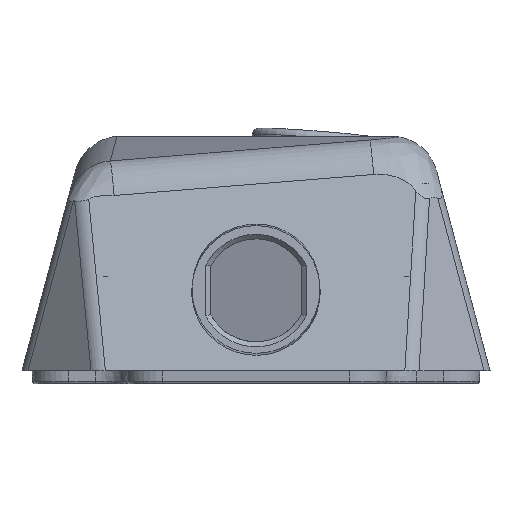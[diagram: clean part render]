
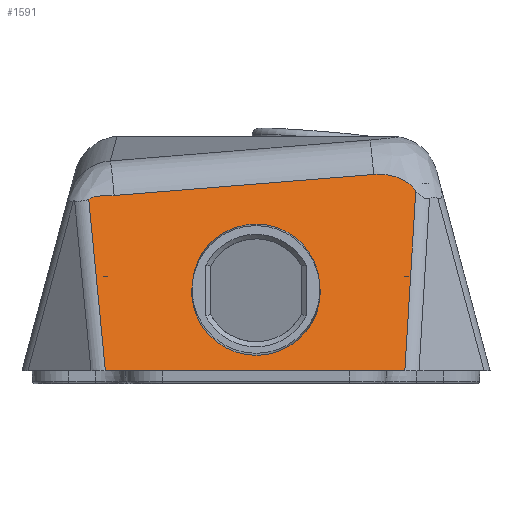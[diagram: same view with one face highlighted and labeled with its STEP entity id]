
A CAD part, front view. The second image highlights one B-rep face of the part: STEP entity #1591.
In plain terms, the highlighted planar face has unit normal (0, -0.966, 0.259).
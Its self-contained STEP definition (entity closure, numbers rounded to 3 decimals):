
#1591=ADVANCED_FACE('0:114',(#3270,#3271),#3272,.F.);
#3270=FACE_OUTER_BOUND('',#8607,.T.);
#3271=FACE_BOUND('',#8608,.T.);
#3272=PLANE('',#8609);
#8607=EDGE_LOOP('',(#13671,#13672,#13673,#13674,#13675,#13676));
#8608=EDGE_LOOP('',(#13677,#13678,#13679,#13680));
#8609=AXIS2_PLACEMENT_3D('',#13681,#13682,#13683);
#13671=ORIENTED_EDGE('',*,*,#15476,.T.);
#13672=ORIENTED_EDGE('',*,*,#15473,.F.);
#13673=ORIENTED_EDGE('',*,*,#15470,.F.);
#13674=ORIENTED_EDGE('',*,*,#15467,.F.);
#13675=ORIENTED_EDGE('',*,*,#15464,.T.);
#13676=ORIENTED_EDGE('',*,*,#15462,.F.);
#13677=ORIENTED_EDGE('',*,*,#15755,.T.);
#13678=ORIENTED_EDGE('',*,*,#13929,.T.);
#13679=ORIENTED_EDGE('',*,*,#13924,.T.);
#13680=ORIENTED_EDGE('',*,*,#15756,.T.);
#13681=CARTESIAN_POINT('',(100.0,-69.645,0.));
#13682=DIRECTION('',(0.,0.966,-0.259));
#13683=DIRECTION('',(-1.0,0.0,0.));
#13924=EDGE_CURVE('0:1683',#15840,#15837,#15841,.T.);
#13929=EDGE_CURVE('',#15845,#15840,#15848,.T.);
#15462=EDGE_CURVE('0:1767',#18217,#18215,#18219,.T.);
#15464=EDGE_CURVE('0:1764',#18221,#18215,#18222,.T.);
#15467=EDGE_CURVE('0:1761',#18221,#18225,#18226,.T.);
#15470=EDGE_CURVE('0:1758',#18225,#18229,#18230,.T.);
#15473=EDGE_CURVE('0:1755',#18229,#18233,#18234,.T.);
#15476=EDGE_CURVE('0:1752',#18217,#18233,#18237,.T.);
#15755=EDGE_CURVE('0:1686',#18529,#15845,#18530,.T.);
#15756=EDGE_CURVE('',#15837,#18529,#18531,.T.);
#15837=VERTEX_POINT('',#18629);
#15840=VERTEX_POINT('',#18633);
#15841=ELLIPSE('',#18634,9.835,9.613);
#15845=VERTEX_POINT('',#18638);
#15848=ELLIPSE('',#18642,9.745,9.526);
#18215=VERTEX_POINT('',#23488);
#18217=VERTEX_POINT('',#23502);
#18219=LINE('',#23504,#23505);
#18221=VERTEX_POINT('',#23507);
#18222=B_SPLINE_CURVE_WITH_KNOTS('',3,(#23508,#23509,#23510,#23511,#23512,#23513,#23514,#23515,#23516,#23517,#23518,#23519,#23520,#23521,#23522,#23523,#23524,#23525,#23526),.UNSPECIFIED.,.F.,.F.,(4,3,3,3,3,3,4),(0.0,0.014,0.054,0.13,0.21,0.433,0.623),.UNSPECIFIED.);
#18225=VERTEX_POINT('',#23534);
#18226=LINE('',#23535,#23536);
#18229=VERTEX_POINT('',#23544);
#18230=B_SPLINE_CURVE_WITH_KNOTS('',9,(#23545,#23546,#23547,#23548,#23549,#23550,#23551,#23552,#23553,#23554),.UNSPECIFIED.,.F.,.F.,(10,10),(0.0,0.654),.UNSPECIFIED.);
#18233=VERTEX_POINT('',#23569);
#18234=LINE('',#23570,#23571);
#18237=LINE('',#23574,#23575);
#18529=VERTEX_POINT('',#24010);
#18530=ELLIPSE('',#24011,9.745,9.526);
#18531=ELLIPSE('',#24012,9.835,9.613);
#18629=CARTESIAN_POINT('',(0.,-66.888,10.288));
#18633=CARTESIAN_POINT('',(9.491,-63.939,21.295));
#18634=AXIS2_PLACEMENT_3D('',#24209,#24210,#24211);
#18638=CARTESIAN_POINT('',(0.,-61.631,29.91));
#18642=AXIS2_PLACEMENT_3D('',#24219,#24220,#24221);
#23488=CARTESIAN_POINT('',(-25.019,-60.627,33.654));
#23502=CARTESIAN_POINT('',(-22.535,-67.501,8.0));
#23504=CARTESIAN_POINT('',(-21.771,-69.615,0.111));
#23505=VECTOR('',#25862,0.001);
#23507=CARTESIAN_POINT('',(-21.222,-60.484,34.19));
#23508=CARTESIAN_POINT('',(-21.222,-60.485,34.187));
#23509=CARTESIAN_POINT('',(-21.252,-60.48,34.205));
#23510=CARTESIAN_POINT('',(-21.281,-60.479,34.209));
#23511=CARTESIAN_POINT('',(-21.31,-60.478,34.211));
#23512=CARTESIAN_POINT('',(-21.394,-60.476,34.219));
#23513=CARTESIAN_POINT('',(-21.477,-60.48,34.205));
#23514=CARTESIAN_POINT('',(-21.56,-60.483,34.194));
#23515=CARTESIAN_POINT('',(-21.716,-60.488,34.175));
#23516=CARTESIAN_POINT('',(-21.873,-60.491,34.165));
#23517=CARTESIAN_POINT('',(-22.03,-60.492,34.161));
#23518=CARTESIAN_POINT('',(-22.197,-60.493,34.157));
#23519=CARTESIAN_POINT('',(-22.364,-60.493,34.157));
#23520=CARTESIAN_POINT('',(-22.531,-60.493,34.155));
#23521=CARTESIAN_POINT('',(-22.995,-60.495,34.15));
#23522=CARTESIAN_POINT('',(-23.461,-60.499,34.134));
#23523=CARTESIAN_POINT('',(-23.916,-60.522,34.048));
#23524=CARTESIAN_POINT('',(-24.303,-60.541,33.976));
#23525=CARTESIAN_POINT('',(-24.683,-60.574,33.852));
#23526=CARTESIAN_POINT('',(-25.019,-60.627,33.654));
#23534=CARTESIAN_POINT('',(17.601,-59.643,37.328));
#23535=CARTESIAN_POINT('',(-26.325,-60.594,33.778));
#23536=VECTOR('',#25863,0.001);
#23544=CARTESIAN_POINT('',(23.9,-60.294,34.899));
#23545=CARTESIAN_POINT('',(17.601,-59.643,37.328));
#23546=CARTESIAN_POINT('',(18.387,-59.626,37.391));
#23547=CARTESIAN_POINT('',(19.179,-59.626,37.39));
#23548=CARTESIAN_POINT('',(19.971,-59.647,37.312));
#23549=CARTESIAN_POINT('',(20.753,-59.691,37.148));
#23550=CARTESIAN_POINT('',(21.511,-59.761,36.887));
#23551=CARTESIAN_POINT('',(22.227,-59.858,36.525));
#23552=CARTESIAN_POINT('',(22.877,-59.981,36.065));
#23553=CARTESIAN_POINT('',(23.44,-60.128,35.518));
#23554=CARTESIAN_POINT('',(23.9,-60.294,34.899));
#23569=CARTESIAN_POINT('',(22.261,-67.501,8.0));
#23570=CARTESIAN_POINT('',(23.696,-61.192,31.547));
#23571=VECTOR('',#25864,0.001);
#23574=CARTESIAN_POINT('',(50.0,-67.501,8.0));
#23575=VECTOR('',#25868,0.001);
#24010=CARTESIAN_POINT('',(-9.491,-63.939,21.295));
#24011=AXIS2_PLACEMENT_3D('',#26042,#26043,#26044);
#24012=AXIS2_PLACEMENT_3D('',#26045,#26046,#26047);
#24209=CARTESIAN_POINT('',(0.,-64.343,19.788));
#24210=DIRECTION('',(0.,0.966,-0.259));
#24211=DIRECTION('',(0.,-0.259,-0.966));
#24219=CARTESIAN_POINT('',(0.,-64.153,20.497));
#24220=DIRECTION('',(0.,0.966,-0.259));
#24221=DIRECTION('',(0.,0.259,0.966));
#25862=DIRECTION('',(-0.093,0.258,0.962));
#25863=DIRECTION('',(0.997,0.022,0.081));
#25864=DIRECTION('',(-0.059,-0.258,-0.964));
#25868=DIRECTION('',(1.0,0.,0.0));
#26042=CARTESIAN_POINT('',(0.,-64.153,20.497));
#26043=DIRECTION('',(0.,0.966,-0.259));
#26044=DIRECTION('',(0.,0.259,0.966));
#26045=CARTESIAN_POINT('',(0.,-64.343,19.788));
#26046=DIRECTION('',(0.,0.966,-0.259));
#26047=DIRECTION('',(0.,-0.259,-0.966));
